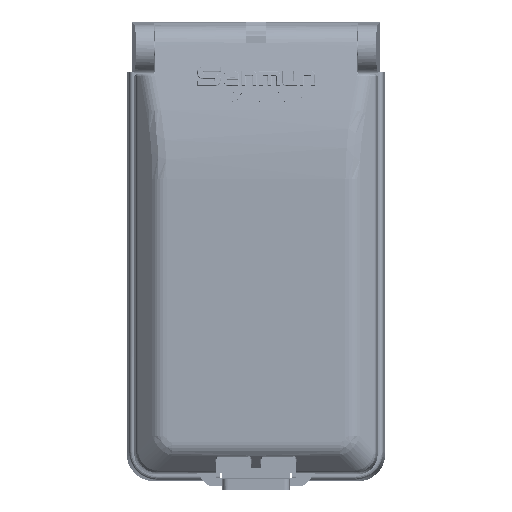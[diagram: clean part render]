
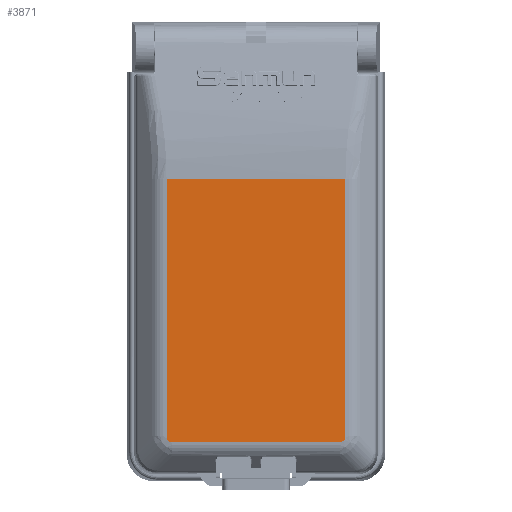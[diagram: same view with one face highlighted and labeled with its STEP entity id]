
A CAD part, top view. The second image highlights one B-rep face of the part: STEP entity #3871.
In plain terms, the highlighted planar face has unit normal (0, 0, 1).
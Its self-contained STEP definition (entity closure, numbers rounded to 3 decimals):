
#211=ELLIPSE('',#29435,3.637,2.1);
#212=ELLIPSE('',#29436,3.637,2.1);
#3871=ADVANCED_FACE('',(#6270),#5321,.F.);
#5321=PLANE('',#29437);
#6270=FACE_OUTER_BOUND('',#7735,.T.);
#7735=EDGE_LOOP('',(#10769,#10770,#10771,#10772,#10773,#10774));
#10769=ORIENTED_EDGE('',*,*,#20670,.T.);
#10770=ORIENTED_EDGE('',*,*,#20671,.T.);
#10771=ORIENTED_EDGE('',*,*,#20672,.T.);
#10772=ORIENTED_EDGE('',*,*,#20673,.T.);
#10773=ORIENTED_EDGE('',*,*,#20674,.T.);
#10774=ORIENTED_EDGE('',*,*,#20675,.T.);
#18014=VERTEX_POINT('',#66340);
#18015=VERTEX_POINT('',#66341);
#18016=VERTEX_POINT('',#66343);
#18017=VERTEX_POINT('',#66345);
#18018=VERTEX_POINT('',#66347);
#18019=VERTEX_POINT('',#66349);
#20670=EDGE_CURVE('',#18014,#18015,#211,.T.);
#20671=EDGE_CURVE('',#18015,#18016,#24290,.T.);
#20672=EDGE_CURVE('',#18016,#18017,#24291,.T.);
#20673=EDGE_CURVE('',#18017,#18018,#24292,.T.);
#20674=EDGE_CURVE('',#18018,#18019,#212,.T.);
#20675=EDGE_CURVE('',#18019,#18014,#24293,.T.);
#24290=LINE('',#66342,#26827);
#24291=LINE('',#66344,#26828);
#24292=LINE('',#66346,#26829);
#24293=LINE('',#66350,#26830);
#26827=VECTOR('',#32105,1.);
#26828=VECTOR('',#32106,1.);
#26829=VECTOR('',#32107,1.);
#26830=VECTOR('',#32110,1.);
#29435=AXIS2_PLACEMENT_3D('',#66339,#32103,#32104);
#29436=AXIS2_PLACEMENT_3D('',#66348,#32108,#32109);
#29437=AXIS2_PLACEMENT_3D('',#66351,#32111,#32112);
#32103=DIRECTION('',(0.,0.,1.));
#32104=DIRECTION('',(0.707,-0.707,0.));
#32105=DIRECTION('',(0.,1.,0.));
#32106=DIRECTION('',(-1.,0.,0.));
#32107=DIRECTION('',(0.,-1.,0.));
#32108=DIRECTION('',(0.,0.,1.));
#32109=DIRECTION('',(-0.707,-0.707,0.));
#32110=DIRECTION('',(1.,0.,0.));
#32111=DIRECTION('',(0.,0.,-1.));
#32112=DIRECTION('',(1.,0.,0.));
#66339=CARTESIAN_POINT('',(224.907,-209.489,22.));
#66340=CARTESIAN_POINT('',(226.392,-212.459,22.));
#66341=CARTESIAN_POINT('',(227.877,-210.974,22.));
#66342=CARTESIAN_POINT('',(227.877,0.,22.));
#66343=CARTESIAN_POINT('',(227.877,-146.279,22.));
#66344=CARTESIAN_POINT('',(0.,-146.279,22.));
#66345=CARTESIAN_POINT('',(182.919,-146.279,22.));
#66346=CARTESIAN_POINT('',(182.919,0.,22.));
#66347=CARTESIAN_POINT('',(182.919,-210.974,22.));
#66348=CARTESIAN_POINT('',(185.889,-209.489,22.));
#66349=CARTESIAN_POINT('',(184.404,-212.459,22.));
#66350=CARTESIAN_POINT('',(0.,-212.459,22.));
#66351=CARTESIAN_POINT('',(0.,0.,22.));
